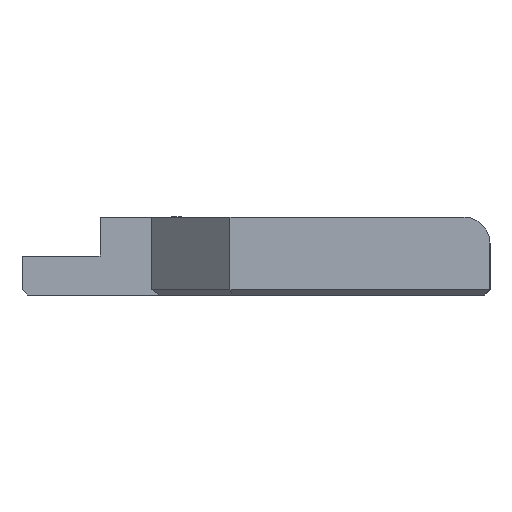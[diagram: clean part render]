
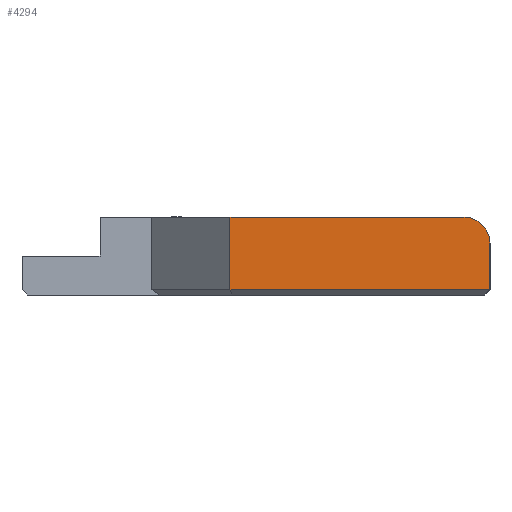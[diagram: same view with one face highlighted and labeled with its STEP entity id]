
A CAD part, left-side view. The second image highlights one B-rep face of the part: STEP entity #4294.
In plain terms, the highlighted planar face has unit normal (-1, 0, 0).
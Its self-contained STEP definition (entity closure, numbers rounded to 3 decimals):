
#167=PLANE('',#4584);
#589=FACE_OUTER_BOUND('',#851,.T.);
#851=EDGE_LOOP('',(#3997,#3998,#3999,#4000,#4001));
#939=CIRCLE('',#4583,2.);
#977=LINE('',#5856,#1384);
#1077=LINE('',#6280,#1484);
#1330=LINE('',#7904,#1737);
#1345=LINE('',#7958,#1752);
#1384=VECTOR('',#4744,10.);
#1484=VECTOR('',#4898,10.);
#1737=VECTOR('',#5457,10.);
#1752=VECTOR('',#5538,10.);
#1834=VERTEX_POINT('',#5853);
#1835=VERTEX_POINT('',#5855);
#1971=VERTEX_POINT('',#6277);
#1972=VERTEX_POINT('',#6279);
#2163=VERTEX_POINT('',#7902);
#2252=EDGE_CURVE('',#1834,#1835,#977,.T.);
#2400=EDGE_CURVE('',#1971,#1972,#1077,.T.);
#2758=EDGE_CURVE('',#1971,#2163,#1330,.T.);
#2783=EDGE_CURVE('',#1835,#2163,#939,.T.);
#2784=EDGE_CURVE('',#1972,#1834,#1345,.T.);
#3997=ORIENTED_EDGE('',*,*,#2400,.F.);
#3998=ORIENTED_EDGE('',*,*,#2758,.T.);
#3999=ORIENTED_EDGE('',*,*,#2783,.F.);
#4000=ORIENTED_EDGE('',*,*,#2252,.F.);
#4001=ORIENTED_EDGE('',*,*,#2784,.F.);
#4294=ADVANCED_FACE('',(#589),#167,.T.);
#4583=AXIS2_PLACEMENT_3D('',#7956,#5534,#5535);
#4584=AXIS2_PLACEMENT_3D('',#7957,#5536,#5537);
#4744=DIRECTION('',(0.,-1.,0.));
#4898=DIRECTION('',(0.,1.,0.));
#5457=DIRECTION('',(0.,0.,1.));
#5534=DIRECTION('center_axis',(1.,0.,0.));
#5535=DIRECTION('ref_axis',(0.,-0.707,0.707));
#5536=DIRECTION('center_axis',(-1.,0.,0.));
#5537=DIRECTION('ref_axis',(0.,-1.,0.));
#5538=DIRECTION('',(0.,0.,1.));
#5853=CARTESIAN_POINT('',(-186.,-257.5,6.));
#5855=CARTESIAN_POINT('',(-186.,-275.5,6.));
#5856=CARTESIAN_POINT('',(-186.,-257.5,6.));
#6277=CARTESIAN_POINT('',(-186.,-277.5,0.4));
#6279=CARTESIAN_POINT('',(-186.,-257.5,0.4));
#6280=CARTESIAN_POINT('',(-186.,-262.5,0.4));
#7902=CARTESIAN_POINT('',(-186.,-277.5,4.));
#7904=CARTESIAN_POINT('',(-186.,-277.5,0.));
#7956=CARTESIAN_POINT('Origin',(-186.,-275.5,4.));
#7957=CARTESIAN_POINT('Origin',(-186.,-257.5,0.));
#7958=CARTESIAN_POINT('',(-186.,-257.5,0.));
